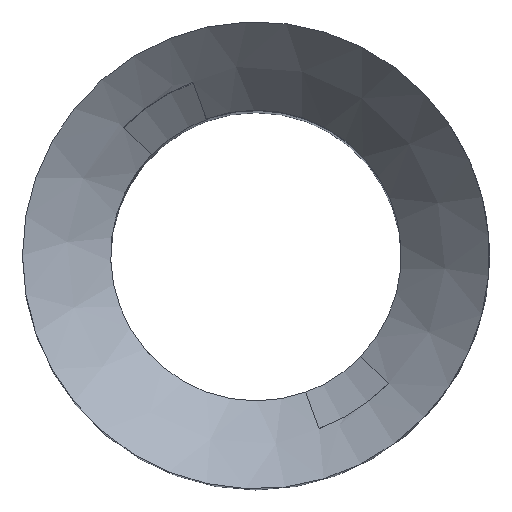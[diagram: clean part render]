
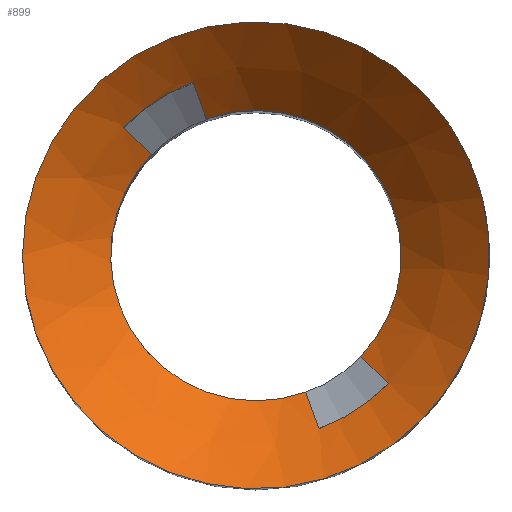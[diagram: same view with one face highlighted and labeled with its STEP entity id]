
A CAD part, top view. The second image highlights one B-rep face of the part: STEP entity #899.
In plain terms, the highlighted conical face has half-angle 45 degrees and reference radius 5.5 mm.
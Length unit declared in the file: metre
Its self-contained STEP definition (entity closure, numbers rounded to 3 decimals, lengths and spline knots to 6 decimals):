
#32=CONICAL_SURFACE('',#971,0.0055,0.785);
#55=LINE('',#1384,#143);
#56=LINE('',#1388,#144);
#57=LINE('',#1389,#145);
#58=LINE('',#1393,#146);
#143=VECTOR('',#1093,1.);
#144=VECTOR('',#1096,1.);
#145=VECTOR('',#1097,1.);
#146=VECTOR('',#1100,1.);
#240=ORIENTED_EDGE('',*,*,#512,.F.);
#241=ORIENTED_EDGE('',*,*,#513,.F.);
#242=ORIENTED_EDGE('',*,*,#514,.T.);
#243=ORIENTED_EDGE('',*,*,#515,.T.);
#244=ORIENTED_EDGE('',*,*,#506,.T.);
#245=ORIENTED_EDGE('',*,*,#516,.F.);
#246=ORIENTED_EDGE('',*,*,#517,.T.);
#247=ORIENTED_EDGE('',*,*,#518,.T.);
#248=ORIENTED_EDGE('',*,*,#498,.T.);
#498=EDGE_CURVE('',#635,#634,#725,.F.);
#506=EDGE_CURVE('',#643,#642,#729,.F.);
#512=EDGE_CURVE('',#648,#648,#732,.T.);
#513=EDGE_CURVE('',#649,#634,#55,.F.);
#514=EDGE_CURVE('',#649,#650,#733,.F.);
#515=EDGE_CURVE('',#650,#643,#56,.F.);
#516=EDGE_CURVE('',#651,#642,#57,.F.);
#517=EDGE_CURVE('',#651,#652,#734,.F.);
#518=EDGE_CURVE('',#652,#635,#58,.F.);
#634=VERTEX_POINT('',#1353);
#635=VERTEX_POINT('',#1355);
#642=VERTEX_POINT('',#1369);
#643=VERTEX_POINT('',#1371);
#648=VERTEX_POINT('',#1383);
#649=VERTEX_POINT('',#1385);
#650=VERTEX_POINT('',#1387);
#651=VERTEX_POINT('',#1390);
#652=VERTEX_POINT('',#1392);
#725=CIRCLE('',#964,0.0056);
#729=CIRCLE('',#968,0.0056);
#732=CIRCLE('',#972,0.009);
#733=CIRCLE('',#973,0.0071);
#734=CIRCLE('',#974,0.0071);
#773=EDGE_LOOP('',(#240));
#774=EDGE_LOOP('',(#241,#242,#243,#244,#245,#246,#247,#248));
#829=FACE_BOUND('',#773,.T.);
#830=FACE_BOUND('',#774,.T.);
#899=ADVANCED_FACE('',(#829,#830),#32,.F.);
#964=AXIS2_PLACEMENT_3D('',#1354,#1068,#1069);
#968=AXIS2_PLACEMENT_3D('',#1370,#1080,#1081);
#971=AXIS2_PLACEMENT_3D('',#1381,#1089,#1090);
#972=AXIS2_PLACEMENT_3D('',#1382,#1091,#1092);
#973=AXIS2_PLACEMENT_3D('',#1386,#1094,#1095);
#974=AXIS2_PLACEMENT_3D('',#1391,#1098,#1099);
#1068=DIRECTION('',(0.,0.,1.));
#1069=DIRECTION('',(1.,0.,0.));
#1080=DIRECTION('',(0.,0.,1.));
#1081=DIRECTION('',(1.,0.,0.));
#1089=DIRECTION('',(0.,0.,1.));
#1090=DIRECTION('',(1.,0.,0.));
#1091=DIRECTION('',(0.,0.,-1.));
#1092=DIRECTION('',(-1.,0.,0.));
#1093=DIRECTION('',(-0.509,0.491,0.707));
#1094=DIRECTION('',(0.,0.,1.));
#1095=DIRECTION('',(1.,0.,0.));
#1096=DIRECTION('',(-0.242,0.664,0.707));
#1097=DIRECTION('',(0.509,-0.491,0.707));
#1098=DIRECTION('',(0.,0.,1.));
#1099=DIRECTION('',(1.,0.,0.));
#1100=DIRECTION('',(0.242,-0.664,0.707));
#1353=CARTESIAN_POINT('',(-0.004028,0.00389,0.0566));
#1354=CARTESIAN_POINT('',(0.,0.,0.0566));
#1355=CARTESIAN_POINT('',(0.001915,-0.005262,0.0566));
#1369=CARTESIAN_POINT('',(0.004028,-0.00389,0.0566));
#1370=CARTESIAN_POINT('',(0.,0.,0.0566));
#1371=CARTESIAN_POINT('',(-0.001915,0.005262,0.0566));
#1381=CARTESIAN_POINT('',(0.,0.,0.0565));
#1382=CARTESIAN_POINT('',(0.,0.,0.06));
#1383=CARTESIAN_POINT('',(-0.009,0.,0.06));
#1384=CARTESIAN_POINT('',(0.,0.,0.051));
#1385=CARTESIAN_POINT('',(-0.005107,0.004932,0.0581));
#1386=CARTESIAN_POINT('',(0.,0.,0.0581));
#1387=CARTESIAN_POINT('',(-0.002428,0.006672,0.0581));
#1388=CARTESIAN_POINT('',(0.,0.,0.051));
#1389=CARTESIAN_POINT('',(0.,0.,0.051));
#1390=CARTESIAN_POINT('',(0.005107,-0.004932,0.0581));
#1391=CARTESIAN_POINT('',(0.,0.,0.0581));
#1392=CARTESIAN_POINT('',(0.002428,-0.006672,0.0581));
#1393=CARTESIAN_POINT('',(0.,0.,0.051));
